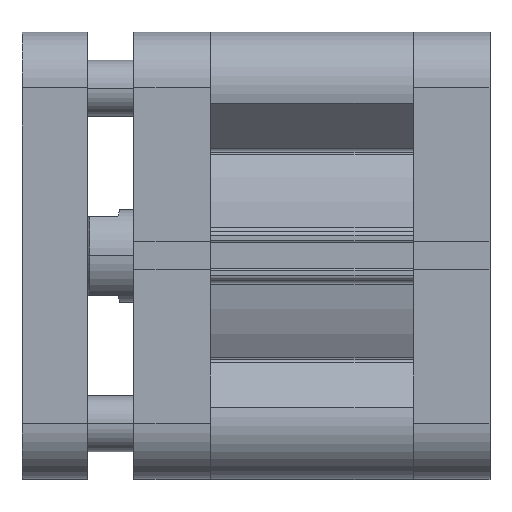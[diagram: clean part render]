
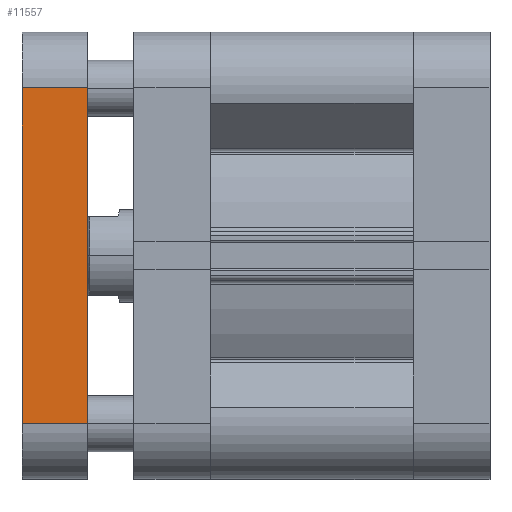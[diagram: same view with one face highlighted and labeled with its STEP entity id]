
A CAD part, top view. The second image highlights one B-rep face of the part: STEP entity #11557.
In plain terms, the highlighted face is planar.
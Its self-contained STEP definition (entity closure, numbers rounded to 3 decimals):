
#372 = ORIENTED_EDGE ( 'NONE', *, *, #7107, .T. ) ;
#373 = ORIENTED_EDGE ( 'NONE', *, *, #7082, .T. ) ;
#374 = ORIENTED_EDGE ( 'NONE', *, *, #7101, .T. ) ;
#375 = ORIENTED_EDGE ( 'NONE', *, *, #7096, .T. ) ;
#803 = EDGE_LOOP ( 'NONE', ( #375, #374, #373, #372 ) ) ;
#3295 = VECTOR ( 'NONE', #3969, 1000. ) ;
#3297 = LINE ( 'NONE', #3968, #3295 ) ;
#3323 = LINE ( 'NONE', #4009, #3324 ) ;
#3324 = VECTOR ( 'NONE', #4010, 1000. ) ;
#3328 = VECTOR ( 'NONE', #4035, 1000. ) ;
#3329 = LINE ( 'NONE', #4011, #3331 ) ;
#3331 = VECTOR ( 'NONE', #4021, 1000. ) ;
#3332 = LINE ( 'NONE', #4034, #3328 ) ;
#3968 = CARTESIAN_POINT ( 'NONE',  ( 7., 0., -48. ) ) ;
#3969 = DIRECTION ( 'NONE',  ( 0., 1., 0. ) ) ;
#4009 = CARTESIAN_POINT ( 'NONE',  ( 21., 0., -48. ) ) ;
#4010 = DIRECTION ( 'NONE',  ( 0., -1., 0. ) ) ;
#4011 = CARTESIAN_POINT ( 'NONE',  ( 7., -36., -48. ) ) ;
#4021 = DIRECTION ( 'NONE',  ( -1., 0., 0. ) ) ;
#4034 = CARTESIAN_POINT ( 'NONE',  ( -60.882, 36., -48. ) ) ;
#4035 = DIRECTION ( 'NONE',  ( 1., 0., 0. ) ) ;
#5149 = AXIS2_PLACEMENT_3D ( 'NONE', #10783, #10789, #10790 ) ;
#7082 = EDGE_CURVE ( 'NONE', #8006, #7895, #3297, .T. ) ;
#7096 = EDGE_CURVE ( 'NONE', #7889, #7901, #3323, .T. ) ;
#7101 = EDGE_CURVE ( 'NONE', #7901, #8006, #3329, .T. ) ;
#7107 = EDGE_CURVE ( 'NONE', #7895, #7889, #3332, .T. ) ;
#7889 = VERTEX_POINT ( 'NONE', #9101 ) ;
#7895 = VERTEX_POINT ( 'NONE', #9111 ) ;
#7901 = VERTEX_POINT ( 'NONE', #9117 ) ;
#8006 = VERTEX_POINT ( 'NONE', #9225 ) ;
#8919 = FACE_OUTER_BOUND ( 'NONE', #803, .T. ) ;
#9101 = CARTESIAN_POINT ( 'NONE',  ( 21., 36., -48. ) ) ;
#9111 = CARTESIAN_POINT ( 'NONE',  ( 7., 36., -48. ) ) ;
#9117 = CARTESIAN_POINT ( 'NONE',  ( 21., -36., -48. ) ) ;
#9225 = CARTESIAN_POINT ( 'NONE',  ( 7., -36., -48. ) ) ;
#10780 = PLANE ( 'NONE',  #5149 ) ;
#10783 = CARTESIAN_POINT ( 'NONE',  ( -60.882, 0., -48. ) ) ;
#10789 = DIRECTION ( 'NONE',  ( 0., 0., 1. ) ) ;
#10790 = DIRECTION ( 'NONE',  ( 1., 0., 0. ) ) ;
#11557 = ADVANCED_FACE ( 'NONE', ( #8919 ), #10780, .F. ) ;
